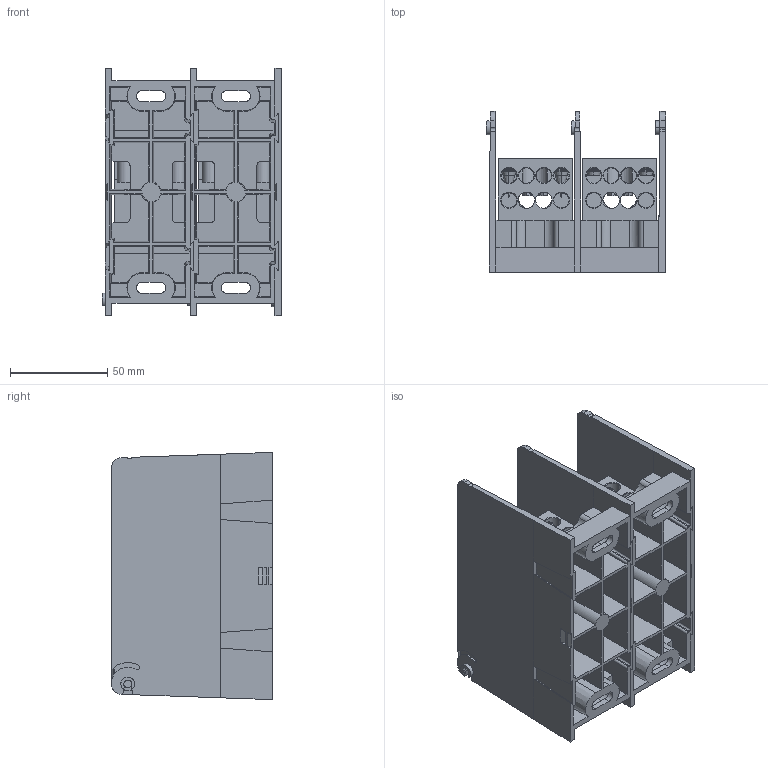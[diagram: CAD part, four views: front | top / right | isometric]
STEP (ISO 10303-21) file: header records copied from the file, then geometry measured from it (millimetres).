
FILE_DESCRIPTION (( 'STEP AP214' ), '1' );
FILE_NAME ('701912rev-2P.STEP', '2014-07-09T13:43:28', ( '' ), ( '' ), 'SwSTEP 2.0', 'SolidWorks 2013', '' );
FILE_SCHEMA (( 'AUTOMOTIVE_DESIGN' ));
Length unit declared in the file: inch
Products named in the file (1): 701912rev-2P
Bounding box: 92.16 x 82.55 x 127.01 mm (x, y, z)
Surface area: 129471.6 mm2 (no closed solid volume)
Topology: 0 solids, 33 shells, 585 faces, 2057 edges, 1465 vertices
Faces by surface type: plane 298, cylinder 161, cone 126
Entity records: 32056 total; most frequent: CARTESIAN_POINT 11745, ORIENTED_EDGE 3324, DIRECTION 2890, EDGE_CURVE 2053, VERTEX_POINT 1465, LINE 1020, VECTOR 1020, AXIS2_PLACEMENT_3D 935
